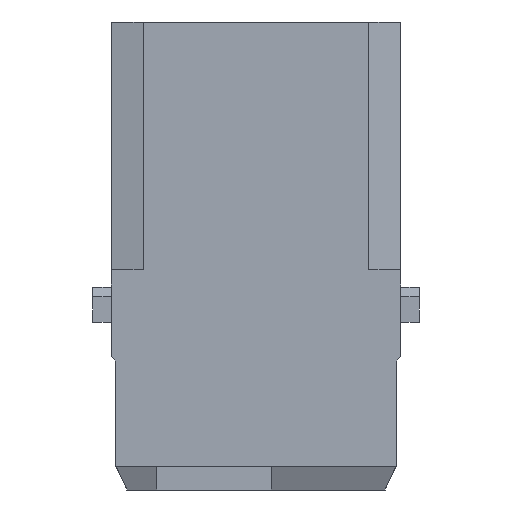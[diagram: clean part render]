
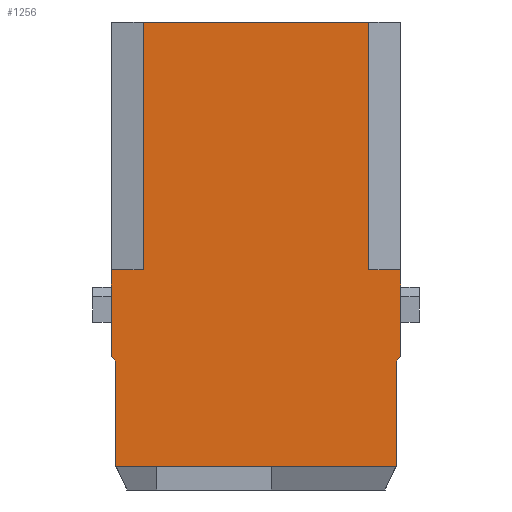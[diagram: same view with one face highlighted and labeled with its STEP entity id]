
A CAD part, left-side view. The second image highlights one B-rep face of the part: STEP entity #1256.
In plain terms, the highlighted planar face has unit normal (-1, 0, 0).
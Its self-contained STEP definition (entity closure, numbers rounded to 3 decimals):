
#993=FACE_OUTER_BOUND('',#1922,.T.);
#1256=ADVANCED_FACE('',(#993),#1512,.T.);
#1512=PLANE('',#6860);
#1922=EDGE_LOOP('',(#2940,#2941,#2942,#2943,#2944,#2945,#2946,#2947,#2948,
#2949,#2950,#2951));
#2940=ORIENTED_EDGE('',*,*,#4245,.T.);
#2941=ORIENTED_EDGE('',*,*,#4415,.T.);
#2942=ORIENTED_EDGE('',*,*,#4414,.T.);
#2943=ORIENTED_EDGE('',*,*,#4416,.F.);
#2944=ORIENTED_EDGE('',*,*,#4247,.T.);
#2945=ORIENTED_EDGE('',*,*,#4313,.T.);
#2946=ORIENTED_EDGE('',*,*,#4368,.T.);
#2947=ORIENTED_EDGE('',*,*,#4319,.T.);
#2948=ORIENTED_EDGE('',*,*,#4237,.F.);
#2949=ORIENTED_EDGE('',*,*,#4323,.T.);
#2950=ORIENTED_EDGE('',*,*,#4342,.T.);
#2951=ORIENTED_EDGE('',*,*,#4338,.T.);
#3697=VERTEX_POINT('',#9531);
#3698=VERTEX_POINT('',#9533);
#3703=VERTEX_POINT('',#9547);
#3704=VERTEX_POINT('',#9549);
#3705=VERTEX_POINT('',#9553);
#3706=VERTEX_POINT('',#9554);
#3751=VERTEX_POINT('',#9688);
#3754=VERTEX_POINT('',#9703);
#3756=VERTEX_POINT('',#9709);
#3770=VERTEX_POINT('',#9741);
#3804=VERTEX_POINT('',#9919);
#3805=VERTEX_POINT('',#9921);
#4237=EDGE_CURVE('',#3697,#3698,#5324,.T.);
#4245=EDGE_CURVE('',#3704,#3703,#5332,.T.);
#4247=EDGE_CURVE('',#3705,#3706,#5334,.T.);
#4313=EDGE_CURVE('',#3706,#3751,#5391,.T.);
#4319=EDGE_CURVE('',#3754,#3698,#5397,.T.);
#4323=EDGE_CURVE('',#3697,#3756,#5401,.T.);
#4338=EDGE_CURVE('',#3770,#3704,#5416,.T.);
#4342=EDGE_CURVE('',#3756,#3770,#5420,.T.);
#4368=EDGE_CURVE('',#3751,#3754,#5446,.T.);
#4414=EDGE_CURVE('',#3804,#3805,#5489,.T.);
#4415=EDGE_CURVE('',#3703,#3804,#5490,.T.);
#4416=EDGE_CURVE('',#3705,#3805,#5491,.T.);
#5324=LINE('',#9532,#5971);
#5332=LINE('',#9548,#5979);
#5334=LINE('',#9552,#5981);
#5391=LINE('',#9689,#6038);
#5397=LINE('',#9702,#6044);
#5401=LINE('',#9710,#6048);
#5416=LINE('',#9740,#6063);
#5420=LINE('',#9747,#6067);
#5446=LINE('',#9802,#6093);
#5489=LINE('',#9922,#6136);
#5490=LINE('',#9924,#6137);
#5491=LINE('',#9925,#6138);
#5971=VECTOR('',#7575,1.);
#5979=VECTOR('',#7587,1.);
#5981=VECTOR('',#7591,1.);
#6038=VECTOR('',#7714,1.);
#6044=VECTOR('',#7730,1.);
#6048=VECTOR('',#7736,1.);
#6063=VECTOR('',#7755,1.);
#6067=VECTOR('',#7761,1.);
#6093=VECTOR('',#7821,1.);
#6136=VECTOR('',#7932,1.);
#6137=VECTOR('',#7935,1.);
#6138=VECTOR('',#7936,1.);
#6860=AXIS2_PLACEMENT_3D('',#9926,#7937,#7938);
#7575=DIRECTION('',(0.,-1.,0.));
#7587=DIRECTION('',(0.,-0.707,-0.707));
#7591=DIRECTION('',(0.,-0.707,0.707));
#7714=DIRECTION('',(0.,0.,1.));
#7730=DIRECTION('',(0.,0.,1.));
#7736=DIRECTION('',(0.,0.,-1.));
#7755=DIRECTION('',(0.,0.,-1.));
#7761=DIRECTION('',(0.,1.,0.));
#7821=DIRECTION('',(0.,1.,0.));
#7932=DIRECTION('',(0.,-1.,0.));
#7935=DIRECTION('',(0.,0.,-1.));
#7936=DIRECTION('',(0.,0.,-1.));
#7937=DIRECTION('',(-1.,0.,0.));
#7938=DIRECTION('',(0.,1.,0.));
#9531=CARTESIAN_POINT('',(-7.35,11.8,31.45));
#9532=CARTESIAN_POINT('',(-7.35,-15.45,31.45));
#9533=CARTESIAN_POINT('',(-7.35,-11.8,31.45));
#9547=CARTESIAN_POINT('',(-7.35,14.7,-4.05));
#9548=CARTESIAN_POINT('',(-7.35,15.15,-3.6));
#9549=CARTESIAN_POINT('',(-7.35,15.15,-3.6));
#9552=CARTESIAN_POINT('',(-7.35,-14.7,-4.05));
#9553=CARTESIAN_POINT('',(-7.35,-14.7,-4.05));
#9554=CARTESIAN_POINT('',(-7.35,-15.15,-3.6));
#9688=CARTESIAN_POINT('',(-7.35,-15.15,5.5));
#9689=CARTESIAN_POINT('',(-7.35,-15.15,-3.6));
#9702=CARTESIAN_POINT('',(-7.35,-11.8,5.5));
#9703=CARTESIAN_POINT('',(-7.35,-11.8,5.5));
#9709=CARTESIAN_POINT('',(-7.35,11.8,5.5));
#9710=CARTESIAN_POINT('',(-7.35,11.8,29.584));
#9740=CARTESIAN_POINT('',(-7.35,15.15,5.5));
#9741=CARTESIAN_POINT('',(-7.35,15.15,5.5));
#9747=CARTESIAN_POINT('',(-7.35,11.8,5.5));
#9802=CARTESIAN_POINT('',(-7.35,-15.15,5.5));
#9919=CARTESIAN_POINT('',(-7.35,14.7,-15.05));
#9921=CARTESIAN_POINT('',(-7.35,-14.7,-15.05));
#9922=CARTESIAN_POINT('',(-7.35,14.7,-15.05));
#9924=CARTESIAN_POINT('',(-7.35,14.7,-4.05));
#9925=CARTESIAN_POINT('',(-7.35,-14.7,-4.05));
#9926=CARTESIAN_POINT('',(-7.35,-14.7,-3.05));
